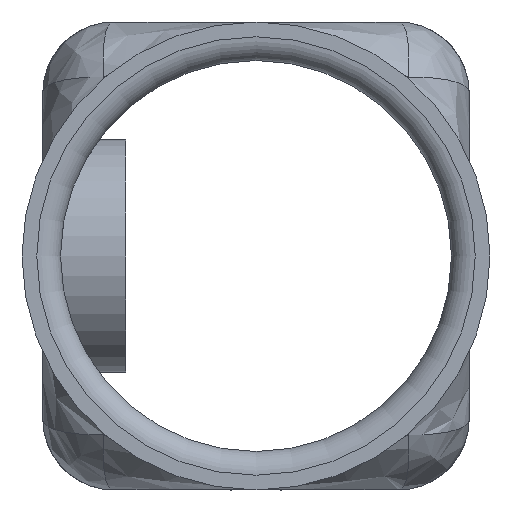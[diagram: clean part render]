
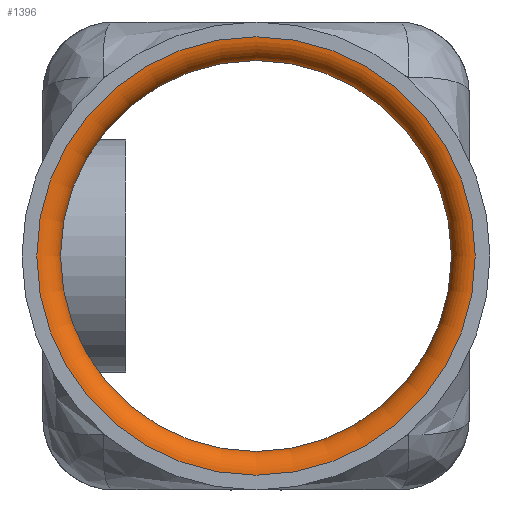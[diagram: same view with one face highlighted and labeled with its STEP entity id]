
A CAD part, left-side view. The second image highlights one B-rep face of the part: STEP entity #1396.
In plain terms, the highlighted toroidal (fillet/blend) face has major radius 18.5 mm and minor radius 2 mm.
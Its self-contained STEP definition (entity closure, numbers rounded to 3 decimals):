
#227=TOROIDAL_SURFACE('',#1539,18.5,2.);
#254=FACE_BOUND('',#421,.T.);
#294=FACE_OUTER_BOUND('',#420,.T.);
#420=EDGE_LOOP('',(#1003));
#421=EDGE_LOOP('',(#1004));
#556=CIRCLE('',#1540,16.5);
#557=CIRCLE('',#1541,18.5);
#654=VERTEX_POINT('',#2303);
#655=VERTEX_POINT('',#2305);
#784=EDGE_CURVE('',#654,#654,#556,.T.);
#785=EDGE_CURVE('',#655,#655,#557,.T.);
#1003=ORIENTED_EDGE('',*,*,#784,.F.);
#1004=ORIENTED_EDGE('',*,*,#785,.F.);
#1396=ADVANCED_FACE('',(#294,#254),#227,.T.);
#1539=AXIS2_PLACEMENT_3D('',#2302,#1739,#1740);
#1540=AXIS2_PLACEMENT_3D('',#2304,#1741,#1742);
#1541=AXIS2_PLACEMENT_3D('',#2306,#1743,#1744);
#1739=DIRECTION('center_axis',(1.,0.,0.));
#1740=DIRECTION('ref_axis',(0.,0.,-1.));
#1741=DIRECTION('center_axis',(-1.,0.,0.));
#1742=DIRECTION('ref_axis',(0.,0.,-1.));
#1743=DIRECTION('center_axis',(1.,0.,0.));
#1744=DIRECTION('ref_axis',(0.,0.,-1.));
#2302=CARTESIAN_POINT('Origin',(-294.5,0.,0.));
#2303=CARTESIAN_POINT('',(-294.5,0.,-16.5));
#2304=CARTESIAN_POINT('Origin',(-294.5,0.,0.));
#2305=CARTESIAN_POINT('',(-296.5,0.,-18.5));
#2306=CARTESIAN_POINT('Origin',(-296.5,0.,0.));
